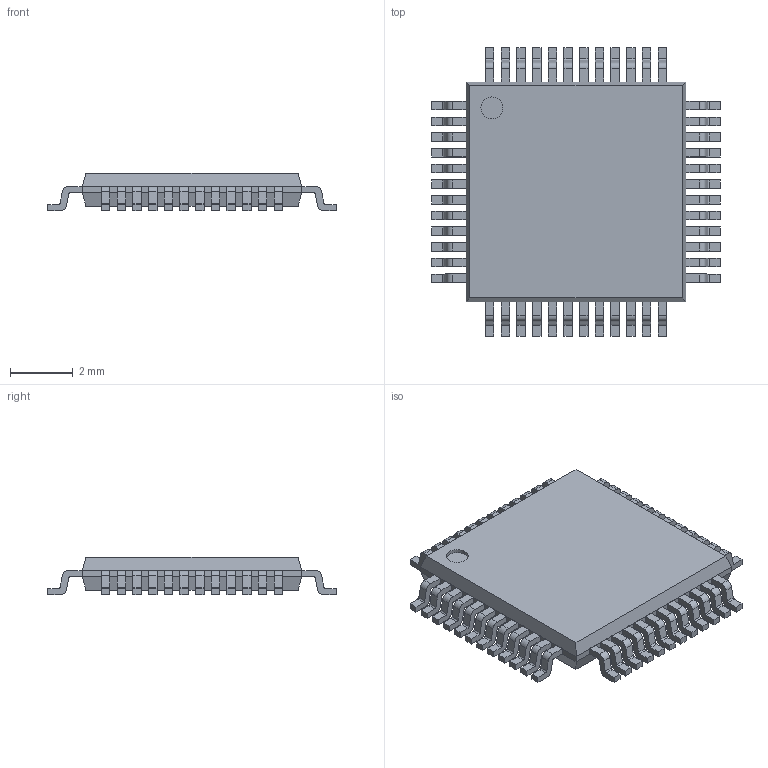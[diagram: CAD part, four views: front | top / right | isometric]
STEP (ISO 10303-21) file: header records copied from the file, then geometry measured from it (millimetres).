
FILE_DESCRIPTION(/* description */ (''),/* implementation_level */ '2;1');
FILE_NAME(/* name */ 'TQFP48-700LX700WX100H-050P.step',/* time_stamp */ '2022-05-24T19:13:57+05:30',/* author */ (''),/* organization */ (''),/* preprocessor_version */ 'ST-DEVELOPER v19',/* originating_system */ 'Autodesk Translation Framework v11.7.0.108',/* authorisation */ '');
FILE_SCHEMA (('AUTOMOTIVE_DESIGN { 1 0 10303 214 3 1 1 }'));
Length unit declared in the file: millimetre
Products named in the file (2): TQFP48-700LX700WX100H-050P; Model
Assembly tree (1 placements, depth 2):
  TQFP48-700LX700WX100H-050P
    Model
Bounding box: 9.2 x 9.2 x 1.2 mm (x, y, z)
Volume: 54 mm3; surface area: 195.8 mm2
Topology: 49 solids, 49 shells, 688 faces, 1759 edges, 1170 vertices
Faces by surface type: plane 495, cylinder 193
Full cylindrical faces by diameter (mm): 0.7 x1
Entity records: 20764 total; most frequent: CARTESIAN_POINT 3620, DIRECTION 3527, ORIENTED_EDGE 3518, EDGE_CURVE 1759, LINE 1373, VECTOR 1373, VERTEX_POINT 1170, AXIS2_PLACEMENT_3D 1077
